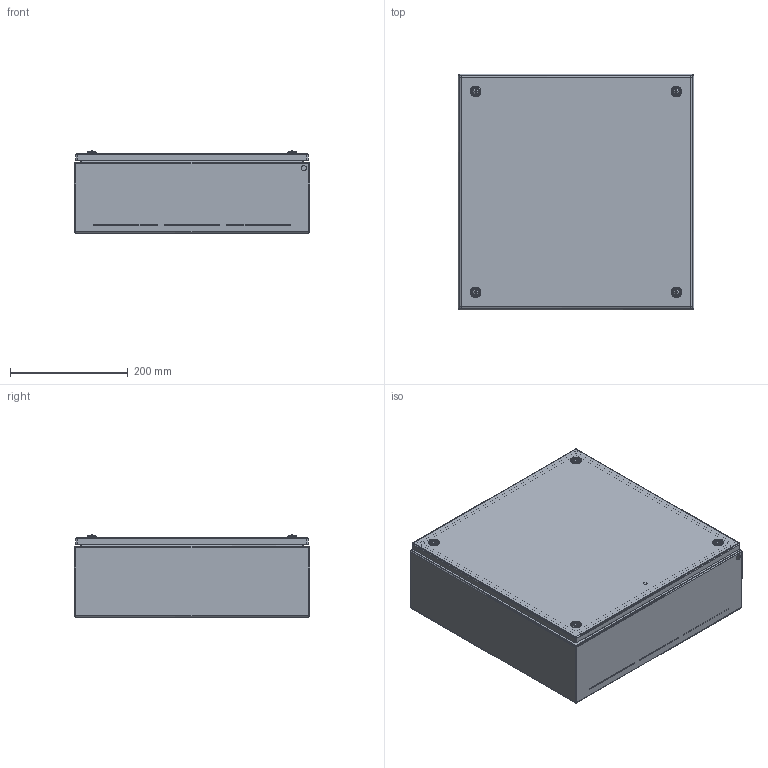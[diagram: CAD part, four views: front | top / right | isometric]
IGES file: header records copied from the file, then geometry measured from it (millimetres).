
Global section: file name: ELA4040135.igs; preprocessor: I-DEAS 3D IGES Translator 13; date: 20130826.090058; units: millimetre
Bounding box: 400 x 400 x 139.29 mm (x, y, z)
Volume: 1106117.1 mm3; surface area: 1481938.7 mm2
Topology: 8 solids, 8 shells, 1066 faces, 2629 edges, 1521 vertices
Faces by surface type: bspline 1066
